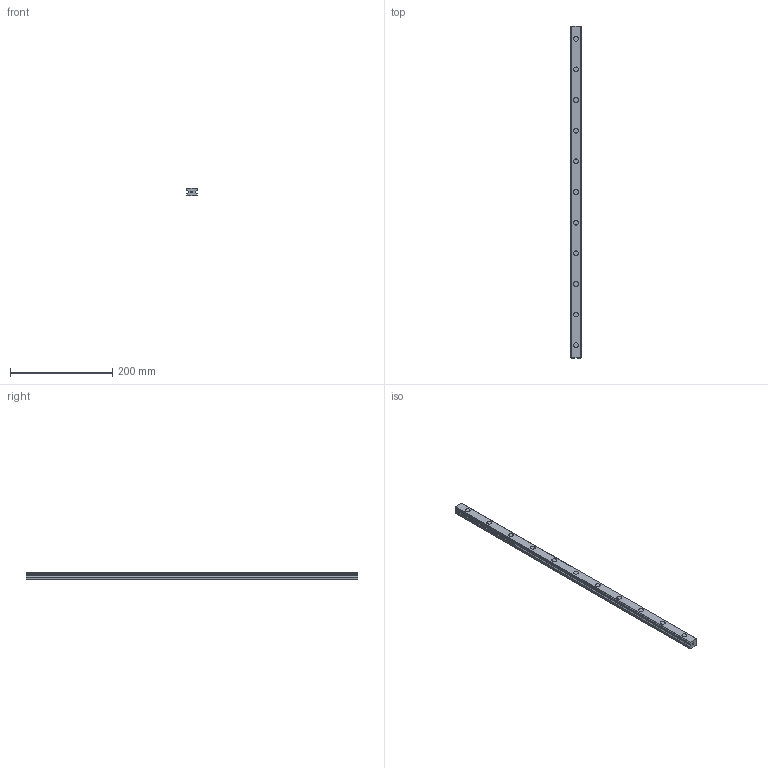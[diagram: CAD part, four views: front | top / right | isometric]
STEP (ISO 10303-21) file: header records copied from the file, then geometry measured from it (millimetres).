
FILE_DESCRIPTION(('STEP AP214'),'1');
FILE_NAME('cctmp_61B0E3E8-F061-4F5E-983C-3E7D5D1E431F_2021_02_04_10_11_14_0231..stp','2021-02-04T09:11:14',('HIWIN GmbH'),('CADClick - www.CADClick.com'),'Spatial InterOp 3D',' ','unknown authorization');
FILE_SCHEMA(('AUTOMOTIVE_DESIGN'));
Length unit declared in the file: millimetre
Products named in the file (1): EGR20R650C_FILE
Bounding box: 20 x 650 x 15.5 mm (x, y, z)
Volume: 174308.7 mm3; surface area: 52485.1 mm2
Topology: 1 solids, 1 shells, 235 faces, 577 edges, 370 vertices
Faces by surface type: plane 151, cylinder 84
Entity records: 8835 total; most frequent: DIRECTION 1261, CARTESIAN_POINT 1183, ORIENTED_EDGE 1154, EDGE_CURVE 577, AXIS2_PLACEMENT_3D 448, VERTEX_POINT 370, LINE 365, VECTOR 365
